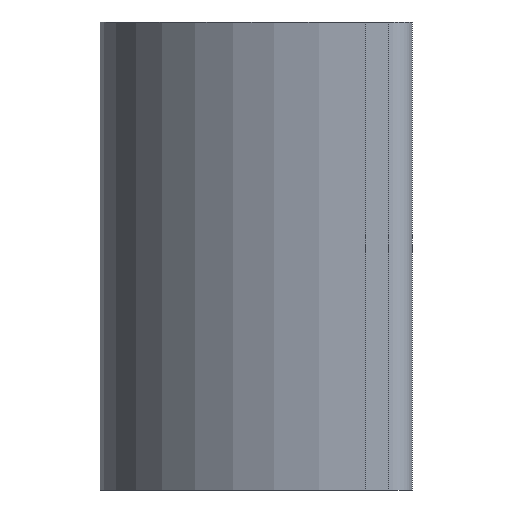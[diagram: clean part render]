
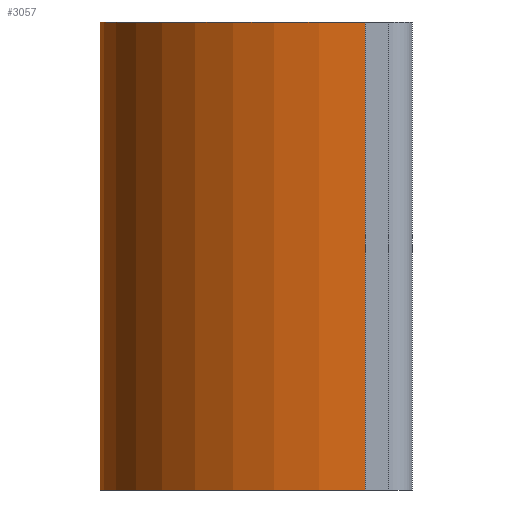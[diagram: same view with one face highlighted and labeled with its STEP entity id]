
A CAD part, left-side view. The second image highlights one B-rep face of the part: STEP entity #3057.
In plain terms, the highlighted cylindrical face has radius 17 mm (diameter 34 mm), a partial arc.
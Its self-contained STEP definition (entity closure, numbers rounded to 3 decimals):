
#2999=CARTESIAN_POINT('',(-10.,-7.,30.0));
#3000=VERTEX_POINT('',#2999);
#3007=CARTESIAN_POINT('',(-10.,-7.,0.0));
#3008=VERTEX_POINT('',#3007);
#3009=CARTESIAN_POINT('',(-10.,-7.,0.0));
#3010=DIRECTION('',(0.0,0.0,1.0));
#3011=VECTOR('',#3010,30.0);
#3012=LINE('',#3009,#3011);
#3013=EDGE_CURVE('',#3008,#3000,#3012,.T.);
#3025=CARTESIAN_POINT('',(7.,-7.,0.0));
#3026=DIRECTION('',(0.0,0.0,1.0));
#3027=DIRECTION('',(0.0,1.0,0.0));
#3028=AXIS2_PLACEMENT_3D('',#3025,#3026,#3027);
#3029=CYLINDRICAL_SURFACE('',#3028,17.);
#3030=CARTESIAN_POINT('',(7.,10.0,30.0));
#3031=VERTEX_POINT('',#3030);
#3032=CARTESIAN_POINT('',(7.,-7.,30.0));
#3033=DIRECTION('',(0.0,0.0,-1.0));
#3034=DIRECTION('',(0.0,1.0,0.0));
#3035=AXIS2_PLACEMENT_3D('',#3032,#3033,#3034);
#3036=CIRCLE('',#3035,17.);
#3037=EDGE_CURVE('',#3000,#3031,#3036,.T.);
#3038=ORIENTED_EDGE('',*,*,#3037,.T.);
#3039=CARTESIAN_POINT('',(7.,10.0,0.0));
#3040=VERTEX_POINT('',#3039);
#3041=CARTESIAN_POINT('',(7.,10.0,0.0));
#3042=DIRECTION('',(0.0,0.0,1.0));
#3043=VECTOR('',#3042,30.0);
#3044=LINE('',#3041,#3043);
#3045=EDGE_CURVE('',#3040,#3031,#3044,.T.);
#3046=ORIENTED_EDGE('',*,*,#3045,.F.);
#3047=CARTESIAN_POINT('',(7.,-7.,0.0));
#3048=DIRECTION('',(0.0,0.0,1.0));
#3049=DIRECTION('',(0.0,1.0,0.0));
#3050=AXIS2_PLACEMENT_3D('',#3047,#3048,#3049);
#3051=CIRCLE('',#3050,17.);
#3052=EDGE_CURVE('',#3040,#3008,#3051,.T.);
#3053=ORIENTED_EDGE('',*,*,#3052,.T.);
#3054=ORIENTED_EDGE('',*,*,#3013,.T.);
#3055=EDGE_LOOP('',(#3038,#3046,#3053,#3054));
#3056=FACE_OUTER_BOUND('',#3055,.T.);
#3057=ADVANCED_FACE('',(#3056),#3029,.T.);
